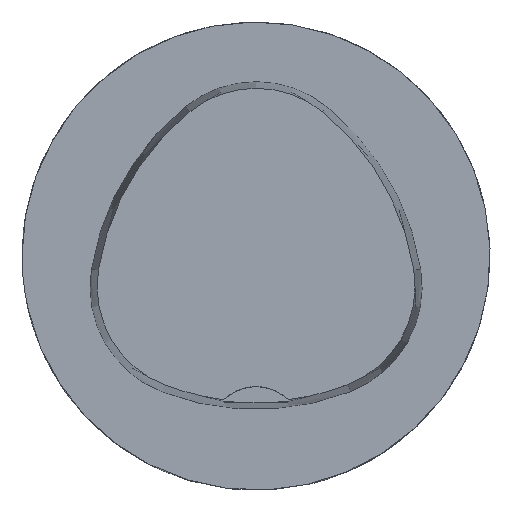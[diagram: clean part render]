
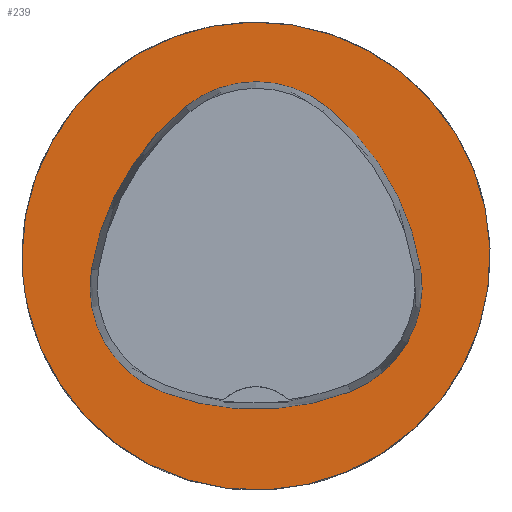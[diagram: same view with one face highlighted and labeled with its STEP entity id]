
A CAD part, top view. The second image highlights one B-rep face of the part: STEP entity #239.
In plain terms, the highlighted planar face has unit normal (0, 0, 1).
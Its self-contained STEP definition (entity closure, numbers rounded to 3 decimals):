
#118=FACE_BOUND('',#441,.T.);
#119=FACE_BOUND('',#442,.T.);
#142=PLANE('',#1823);
#239=ADVANCED_FACE('',(#118,#119),#142,.T.);
#441=EDGE_LOOP('',(#949,#950,#951,#952,#953,#954));
#442=EDGE_LOOP('',(#955));
#949=ORIENTED_EDGE('',*,*,#1511,.T.);
#950=ORIENTED_EDGE('',*,*,#1491,.T.);
#951=ORIENTED_EDGE('',*,*,#1495,.T.);
#952=ORIENTED_EDGE('',*,*,#1498,.T.);
#953=ORIENTED_EDGE('',*,*,#1501,.T.);
#954=ORIENTED_EDGE('',*,*,#1509,.T.);
#955=ORIENTED_EDGE('',*,*,#1482,.F.);
#1309=VERTEX_POINT('',#2656);
#1318=VERTEX_POINT('',#2675);
#1319=VERTEX_POINT('',#2676);
#1322=VERTEX_POINT('',#2684);
#1324=VERTEX_POINT('',#2690);
#1326=VERTEX_POINT('',#2696);
#1333=VERTEX_POINT('',#2717);
#1482=EDGE_CURVE('',#1309,#1309,#1637,.T.);
#1491=EDGE_CURVE('',#1318,#1319,#1638,.T.);
#1495=EDGE_CURVE('',#1319,#1322,#1640,.T.);
#1498=EDGE_CURVE('',#1322,#1324,#1642,.T.);
#1501=EDGE_CURVE('',#1324,#1326,#1644,.T.);
#1509=EDGE_CURVE('',#1326,#1333,#1648,.T.);
#1511=EDGE_CURVE('',#1333,#1318,#1650,.T.);
#1637=CIRCLE('',#1795,25.);
#1638=CIRCLE('',#1801,28.);
#1640=CIRCLE('',#1804,12.);
#1642=CIRCLE('',#1807,28.);
#1644=CIRCLE('',#1810,12.);
#1648=CIRCLE('',#1815,28.);
#1650=CIRCLE('',#1818,12.);
#1795=AXIS2_PLACEMENT_3D('',#2655,#2076,#2077);
#1801=AXIS2_PLACEMENT_3D('',#2674,#2092,#2093);
#1804=AXIS2_PLACEMENT_3D('',#2683,#2100,#2101);
#1807=AXIS2_PLACEMENT_3D('',#2689,#2107,#2108);
#1810=AXIS2_PLACEMENT_3D('',#2695,#2114,#2115);
#1815=AXIS2_PLACEMENT_3D('',#2718,#2126,#2127);
#1818=AXIS2_PLACEMENT_3D('',#2721,#2132,#2133);
#1823=AXIS2_PLACEMENT_3D('',#2726,#2142,#2143);
#2076=DIRECTION('',(0.,0.,-1.));
#2077=DIRECTION('',(-1.,0.,0.));
#2092=DIRECTION('',(0.,0.,-1.));
#2093=DIRECTION('',(-1.,0.,0.));
#2100=DIRECTION('',(0.,0.,-1.));
#2101=DIRECTION('',(-1.,0.,0.));
#2107=DIRECTION('',(0.,0.,-1.));
#2108=DIRECTION('',(-1.,0.,0.));
#2114=DIRECTION('',(0.,0.,-1.));
#2115=DIRECTION('',(-1.,0.,0.));
#2126=DIRECTION('',(0.,0.,-1.));
#2127=DIRECTION('',(-1.,0.,0.));
#2132=DIRECTION('',(0.,0.,-1.));
#2133=DIRECTION('',(-1.,0.,0.));
#2142=DIRECTION('',(0.,0.,1.));
#2143=DIRECTION('',(-1.,0.,0.));
#2655=CARTESIAN_POINT('',(0.,0.,
0.));
#2656=CARTESIAN_POINT('',(-25.,0.,0.));
#2674=CARTESIAN_POINT('',(10.068,-5.824,0.));
#2675=CARTESIAN_POINT('',(-17.584,-1.424,0.));
#2676=CARTESIAN_POINT('',(-7.531,15.953,0.));
#2683=CARTESIAN_POINT('',(0.011,6.62,0.));
#2684=CARTESIAN_POINT('',(7.567,15.942,0.));
#2689=CARTESIAN_POINT('',(-10.063,-5.81,0.));
#2690=CARTESIAN_POINT('',(17.59,-1.418,0.));
#2695=CARTESIAN_POINT('',(5.739,-3.3,0.));
#2696=CARTESIAN_POINT('',(10.05,-14.499,0.));
#2717=CARTESIAN_POINT('',(-10.025,-14.516,0.));
#2718=CARTESIAN_POINT('',(-0.01,11.631,0.));
#2721=CARTESIAN_POINT('',(-5.733,-3.31,0.));
#2726=CARTESIAN_POINT('',(0.,0.,
0.));
